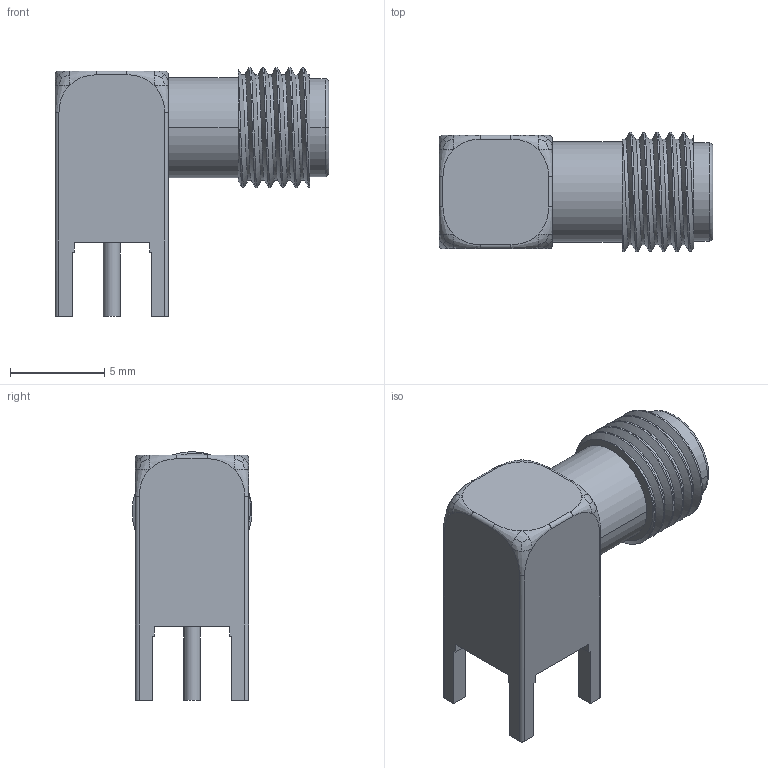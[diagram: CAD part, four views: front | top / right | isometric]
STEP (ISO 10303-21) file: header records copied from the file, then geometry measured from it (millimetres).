
FILE_DESCRIPTION(('FreeCAD Model'),'2;1');
FILE_NAME('Open CASCADE Shape Model','2025-06-24T14:21:26',(''),(''), 'Open CASCADE STEP processor 7.8','FreeCAD','Unknown');
FILE_SCHEMA(('AUTOMOTIVE_DESIGN { 1 0 10303 214 1 1 1 1 }'));
Length unit declared in the file: millimetre
Products named in the file (4): SMA-TH_5P-L14.5-W6.0-H9.6_BWSMA-KWE-Z017; SMA-TH_5P-L14.5-W6.0-H9.6_BWSMA-KWE-Z001; SMA-TH_5P-L14.5-W6.0-H9.6_BWSMA-KWE-Z002; Cut
Assembly tree (3 placements, depth 2):
  SMA-TH_5P-L14.5-W6.0-H9.6_BWSMA-KWE-Z017
    SMA-TH_5P-L14.5-W6.0-H9.6_BWSMA-KWE-Z001
    SMA-TH_5P-L14.5-W6.0-H9.6_BWSMA-KWE-Z002
    Cut
Bounding box: 14.5 x 6.35 x 13.17 mm (x, y, z)
Volume: 511.4 mm3; surface area: 594.1 mm2
Topology: 3 solids, 3 shells, 111 faces, 315 edges, 223 vertices
Faces by surface type: plane 47, cylinder 35, bspline 27, torus 2
Full cylindrical faces by diameter (mm): 0.9 x1
Entity records: 5910 total; most frequent: CARTESIAN_POINT 3129, ORIENTED_EDGE 630, DIRECTION 413, EDGE_CURVE 315, VERTEX_POINT 223, LINE 155, VECTOR 155, AXIS2_PLACEMENT_3D 129
